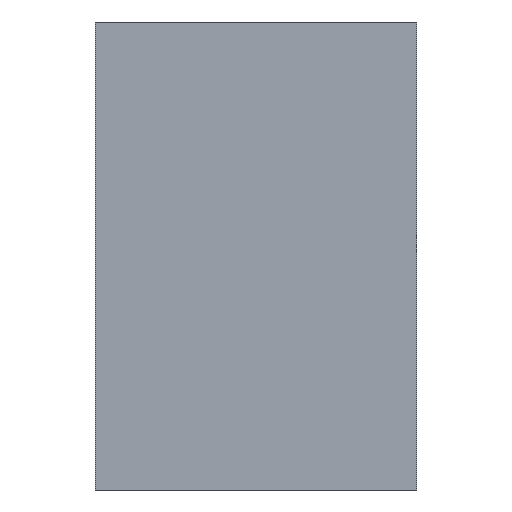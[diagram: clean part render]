
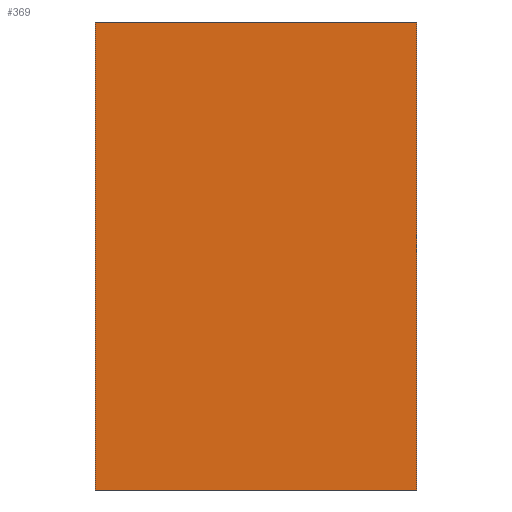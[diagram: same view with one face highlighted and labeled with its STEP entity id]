
A CAD part, left-side view. The second image highlights one B-rep face of the part: STEP entity #369.
In plain terms, the highlighted planar face has unit normal (-1, 0, 0).
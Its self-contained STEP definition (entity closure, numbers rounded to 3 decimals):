
#33 = CARTESIAN_POINT ( 'NONE',  ( -1.51, 1.101, 0.801 ) ) ;
#52 = LINE ( 'NONE', #53, #270 ) ;
#53 = CARTESIAN_POINT ( 'NONE',  ( -1.51, -0.001, 0.801 ) ) ;
#54 = DIRECTION ( 'NONE',  ( 0., 1., 0. ) ) ;
#61 = LINE ( 'NONE', #62, #288 ) ;
#62 = CARTESIAN_POINT ( 'NONE',  ( -1.51, 1.101, 0.801 ) ) ;
#63 = DIRECTION ( 'NONE',  ( 0., 0., -1. ) ) ;
#67 = LINE ( 'NONE', #68, #278 ) ;
#68 = CARTESIAN_POINT ( 'NONE',  ( -1.51, 1.101, -0.801 ) ) ;
#69 = DIRECTION ( 'NONE',  ( 0., -1., 0. ) ) ;
#70 = LINE ( 'NONE', #71, #283 ) ;
#71 = CARTESIAN_POINT ( 'NONE',  ( -1.51, -0.001, -0.801 ) ) ;
#72 = DIRECTION ( 'NONE',  ( 0., 0., 1. ) ) ;
#74 = CARTESIAN_POINT ( 'NONE',  ( -1.51, 1.101, -0.801 ) ) ;
#75 = CARTESIAN_POINT ( 'NONE',  ( -1.51, -0.001, 0.801 ) ) ;
#77 = CARTESIAN_POINT ( 'NONE',  ( -1.51, -0.001, -0.801 ) ) ;
#92 = PLANE ( 'NONE',  #315 ) ;
#93 = CARTESIAN_POINT ( 'NONE',  ( -1.51, 1.101, 0.801 ) ) ;
#94 = DIRECTION ( 'NONE',  ( -1., 0., 0. ) ) ;
#95 = DIRECTION ( 'NONE',  ( 0., 0., 1. ) ) ;
#270 = VECTOR ( 'NONE', #54, 1000. ) ;
#278 = VECTOR ( 'NONE', #69, 1000. ) ;
#283 = VECTOR ( 'NONE', #72, 1000. ) ;
#288 = VECTOR ( 'NONE', #63, 1000. ) ;
#315 = AXIS2_PLACEMENT_3D ( 'NONE', #93, #94, #95 ) ;
#321 = FACE_OUTER_BOUND ( 'NONE', #500, .T. ) ;
#369 = ADVANCED_FACE ( 'NONE', ( #321 ), #92, .T. ) ;
#386 = EDGE_CURVE ( 'NONE', #413, #416, #52, .T. ) ;
#389 = EDGE_CURVE ( 'NONE', #416, #412, #61, .T. ) ;
#391 = EDGE_CURVE ( 'NONE', #412, #415, #67, .T. ) ;
#392 = EDGE_CURVE ( 'NONE', #415, #413, #70, .T. ) ;
#409 = ORIENTED_EDGE ( 'NONE', *, *, #389, .T. ) ;
#410 = ORIENTED_EDGE ( 'NONE', *, *, #391, .T. ) ;
#412 = VERTEX_POINT ( 'NONE', #74 ) ;
#413 = VERTEX_POINT ( 'NONE', #75 ) ;
#415 = VERTEX_POINT ( 'NONE', #77 ) ;
#416 = VERTEX_POINT ( 'NONE', #33 ) ;
#448 = ORIENTED_EDGE ( 'NONE', *, *, #386, .T. ) ;
#461 = ORIENTED_EDGE ( 'NONE', *, *, #392, .T. ) ;
#500 = EDGE_LOOP ( 'NONE', ( #448, #409, #410, #461 ) ) ;
